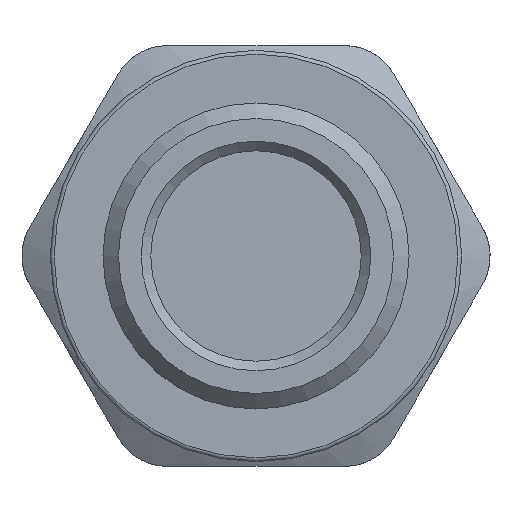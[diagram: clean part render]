
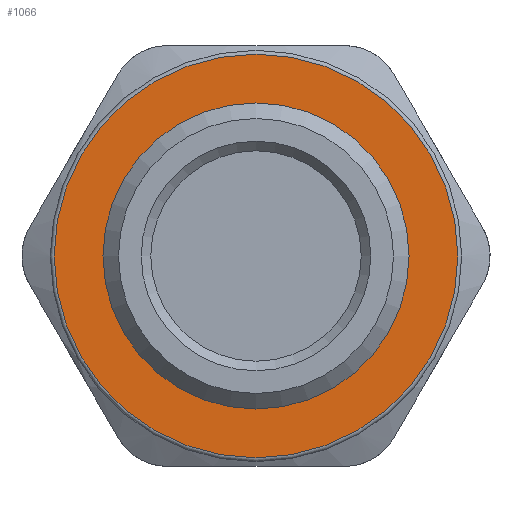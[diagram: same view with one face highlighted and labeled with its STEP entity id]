
A CAD part, front view. The second image highlights one B-rep face of the part: STEP entity #1066.
In plain terms, the highlighted planar face has unit normal (0, -1, 0).
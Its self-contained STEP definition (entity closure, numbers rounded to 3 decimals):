
#23=FACE_BOUND('',#380,.T.);
#309=FACE_OUTER_BOUND('',#379,.T.);
#379=EDGE_LOOP('',(#896));
#380=EDGE_LOOP('',(#897));
#448=CIRCLE('',#1200,10.55);
#450=CIRCLE('',#1203,7.19);
#519=VERTEX_POINT('',#1861);
#520=VERTEX_POINT('',#1866);
#649=EDGE_CURVE('',#519,#519,#448,.T.);
#651=EDGE_CURVE('',#520,#520,#450,.T.);
#896=ORIENTED_EDGE('',*,*,#649,.F.);
#897=ORIENTED_EDGE('',*,*,#651,.T.);
#1016=PLANE('',#1202);
#1066=ADVANCED_FACE('',(#309,#23),#1016,.T.);
#1200=AXIS2_PLACEMENT_3D('',#1863,#1426,#1427);
#1202=AXIS2_PLACEMENT_3D('',#1865,#1430,#1431);
#1203=AXIS2_PLACEMENT_3D('',#1867,#1432,#1433);
#1426=DIRECTION('center_axis',(0.,1.,0.));
#1427=DIRECTION('ref_axis',(0.,0.,-1.));
#1430=DIRECTION('center_axis',(0.,-1.,0.));
#1431=DIRECTION('ref_axis',(-1.,0.,0.));
#1432=DIRECTION('center_axis',(0.,1.,0.));
#1433=DIRECTION('ref_axis',(0.,0.,-1.));
#1861=CARTESIAN_POINT('',(-22.612,0.398,0.));
#1863=CARTESIAN_POINT('Origin',(-12.062,0.398,0.));
#1865=CARTESIAN_POINT('Origin',(-12.062,0.398,10.75));
#1866=CARTESIAN_POINT('',(-12.062,0.398,-7.19));
#1867=CARTESIAN_POINT('Origin',(-12.062,0.398,0.));
